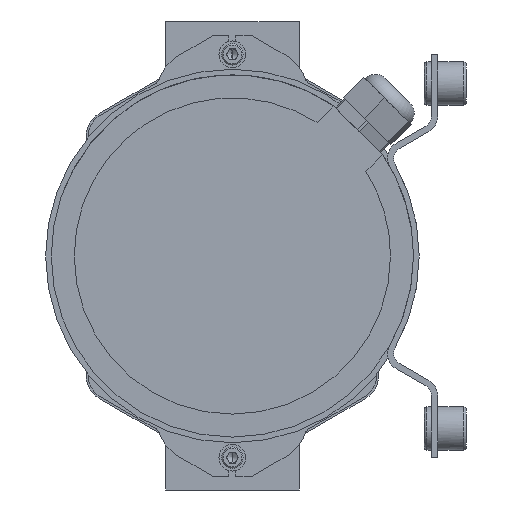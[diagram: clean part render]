
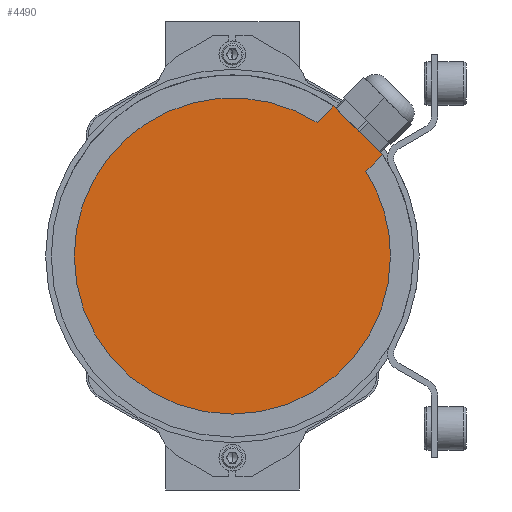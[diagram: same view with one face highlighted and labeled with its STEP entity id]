
A CAD part, left-side view. The second image highlights one B-rep face of the part: STEP entity #4490.
In plain terms, the highlighted planar face has unit normal (-1, 0, 0).
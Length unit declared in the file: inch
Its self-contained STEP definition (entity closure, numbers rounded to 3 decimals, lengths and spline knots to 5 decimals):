
#540 = LINE ( 'NONE', #7559, #7328 ) ;
#692 = CARTESIAN_POINT ( 'NONE',  ( -8.507, -2.61016, 1.76164 ) ) ;
#713 = VERTEX_POINT ( 'NONE', #11252 ) ;
#794 = DIRECTION ( 'NONE',  ( 0., 0.707, -0.707 ) ) ;
#1199 = LINE ( 'NONE', #8204, #15236 ) ;
#1331 = CARTESIAN_POINT ( 'NONE',  ( -8.507, 0., 0. ) ) ;
#1480 = VERTEX_POINT ( 'NONE', #4561 ) ;
#2709 = DIRECTION ( 'NONE',  ( 0., 1., 0. ) ) ;
#3703 = FACE_OUTER_BOUND ( 'NONE', #8029, .T. ) ;
#4482 = EDGE_CURVE ( 'NONE', #713, #5787, #540, .T. ) ;
#4490 = ADVANCED_FACE ( 'NONE', ( #3703 ), #6251, .T. ) ;
#4561 = CARTESIAN_POINT ( 'NONE',  ( -8.507, 2.75, 0. ) ) ;
#4891 = VERTEX_POINT ( 'NONE', #16957 ) ;
#4940 = ORIENTED_EDGE ( 'NONE', *, *, #8564, .F. ) ;
#5787 = VERTEX_POINT ( 'NONE', #9515 ) ;
#6251 = PLANE ( 'NONE',  #16345 ) ;
#6405 = EDGE_CURVE ( 'NONE', #4891, #1480, #12796, .T. ) ;
#6422 = ORIENTED_EDGE ( 'NONE', *, *, #6754, .T. ) ;
#6637 = ORIENTED_EDGE ( 'NONE', *, *, #4482, .T. ) ;
#6754 = EDGE_CURVE ( 'NONE', #16149, #13035, #15682, .T. ) ;
#6918 = CIRCLE ( 'NONE', #13074, 2.75 ) ;
#7328 = VECTOR ( 'NONE', #794, 39.37008 ) ;
#7465 = DIRECTION ( 'NONE',  ( 0., -0.707, 0.707 ) ) ;
#7559 = CARTESIAN_POINT ( 'NONE',  ( -8.507, -1.76234, 2.61087 ) ) ;
#7617 = DIRECTION ( 'NONE',  ( -1., 0., 0. ) ) ;
#7833 = CARTESIAN_POINT ( 'NONE',  ( -8.507, 0., 0. ) ) ;
#7976 = DIRECTION ( 'NONE',  ( 1., 0., 0. ) ) ;
#8029 = EDGE_LOOP ( 'NONE', ( #6422, #11723, #6637, #15569, #13663, #4940 ) ) ;
#8041 = EDGE_CURVE ( 'NONE', #1480, #5787, #6918, .T. ) ;
#8204 = CARTESIAN_POINT ( 'NONE',  ( -8.507, -1.76164, 2.61016 ) ) ;
#8448 = VECTOR ( 'NONE', #7465, 39.37008 ) ;
#8564 = EDGE_CURVE ( 'NONE', #16149, #4891, #15617, .T. ) ;
#9180 = DIRECTION ( 'NONE',  ( 0., 1., 0. ) ) ;
#9515 = CARTESIAN_POINT ( 'NONE',  ( -8.507, -1.47343, 2.32196 ) ) ;
#9545 = DIRECTION ( 'NONE',  ( 0., -0.707, -0.707 ) ) ;
#9975 = CARTESIAN_POINT ( 'NONE',  ( -8.507, -2.32196, 1.47343 ) ) ;
#10810 = DIRECTION ( 'NONE',  ( 1., 0., 0. ) ) ;
#10818 = AXIS2_PLACEMENT_3D ( 'NONE', #1331, #10810, #2709 ) ;
#11252 = CARTESIAN_POINT ( 'NONE',  ( -8.507, -1.76164, 2.61016 ) ) ;
#11637 = CARTESIAN_POINT ( 'NONE',  ( -8.507, 2.75, 0. ) ) ;
#11723 = ORIENTED_EDGE ( 'NONE', *, *, #15947, .F. ) ;
#12379 = AXIS2_PLACEMENT_3D ( 'NONE', #7833, #17346, #9180 ) ;
#12796 = CIRCLE ( 'NONE', #10818, 2.75 ) ;
#13035 = VERTEX_POINT ( 'NONE', #692 ) ;
#13074 = AXIS2_PLACEMENT_3D ( 'NONE', #16102, #7976, #17472 ) ;
#13663 = ORIENTED_EDGE ( 'NONE', *, *, #6405, .F. ) ;
#15236 = VECTOR ( 'NONE', #9545, 39.37008 ) ;
#15569 = ORIENTED_EDGE ( 'NONE', *, *, #8041, .F. ) ;
#15617 = CIRCLE ( 'NONE', #12379, 2.75 ) ;
#15682 = LINE ( 'NONE', #16926, #8448 ) ;
#15947 = EDGE_CURVE ( 'NONE', #713, #13035, #1199, .T. ) ;
#16102 = CARTESIAN_POINT ( 'NONE',  ( -8.507, 0., 0. ) ) ;
#16149 = VERTEX_POINT ( 'NONE', #9975 ) ;
#16345 = AXIS2_PLACEMENT_3D ( 'NONE', #11637, #7617, #17131 ) ;
#16926 = CARTESIAN_POINT ( 'NONE',  ( -8.507, -2.32196, 1.47343 ) ) ;
#16957 = CARTESIAN_POINT ( 'NONE',  ( -8.507, -2.75, 0. ) ) ;
#17131 = DIRECTION ( 'NONE',  ( 0., -1., 0. ) ) ;
#17346 = DIRECTION ( 'NONE',  ( 1., 0., 0. ) ) ;
#17472 = DIRECTION ( 'NONE',  ( 0., 1., 0. ) ) ;
